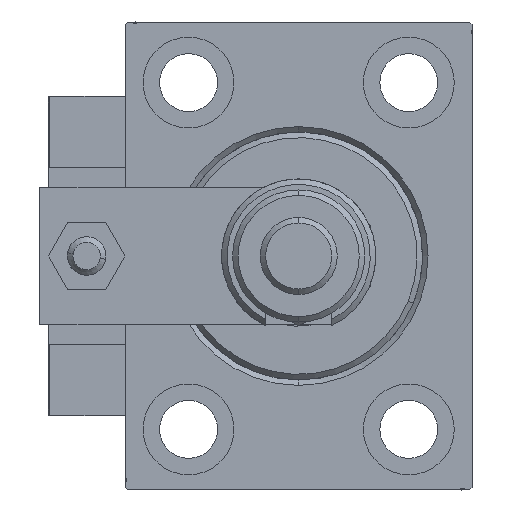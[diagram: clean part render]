
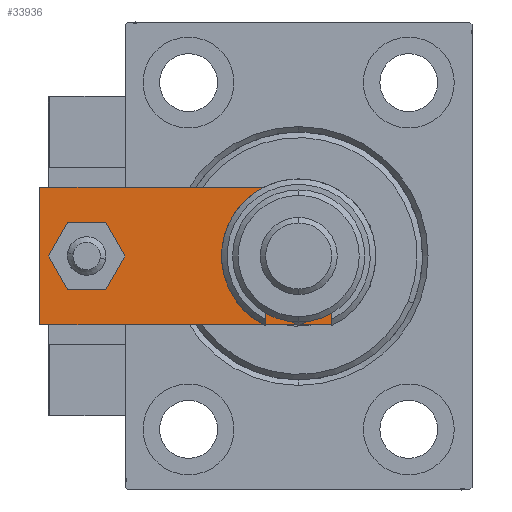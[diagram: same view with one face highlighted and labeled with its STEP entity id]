
A CAD part, left-side view. The second image highlights one B-rep face of the part: STEP entity #33936.
In plain terms, the highlighted face is planar.
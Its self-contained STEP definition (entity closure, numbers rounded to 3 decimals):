
#452 = CARTESIAN_POINT ( 'NONE',  ( 12.5, 60., 6. ) ) ;
#996 = VECTOR ( 'NONE', #32320, 1000. ) ;
#1463 = CIRCLE ( 'NONE', #2335, 4. ) ;
#1708 = VERTEX_POINT ( 'NONE', #36145 ) ;
#2335 = AXIS2_PLACEMENT_3D ( 'NONE', #3684, #4221, #41862 ) ;
#3590 = LINE ( 'NONE', #7655, #996 ) ;
#3684 = CARTESIAN_POINT ( 'NONE',  ( 0., 51.5, 6. ) ) ;
#3936 = ORIENTED_EDGE ( 'NONE', *, *, #43206, .T. ) ;
#3983 = CARTESIAN_POINT ( 'NONE',  ( 2.75, -2.75, 6. ) ) ;
#4075 = EDGE_CURVE ( 'NONE', #28098, #26391, #22380, .T. ) ;
#4129 = CARTESIAN_POINT ( 'NONE',  ( -5.5, 0., 6. ) ) ;
#4221 = DIRECTION ( 'NONE',  ( 0., 0., 1. ) ) ;
#5484 = ORIENTED_EDGE ( 'NONE', *, *, #4075, .T. ) ;
#6178 = ORIENTED_EDGE ( 'NONE', *, *, #26598, .F. ) ;
#7387 = CIRCLE ( 'NONE', #8251, 8.25 ) ;
#7655 = CARTESIAN_POINT ( 'NONE',  ( -2.75, -2.75, 6. ) ) ;
#8251 = AXIS2_PLACEMENT_3D ( 'NONE', #38409, #50847, #46792 ) ;
#8584 = DIRECTION ( 'NONE',  ( -1., 0., 0. ) ) ;
#8849 = DIRECTION ( 'NONE',  ( 1., 0., 0. ) ) ;
#9365 = DIRECTION ( 'NONE',  ( 1., 0., 0. ) ) ;
#9624 = CARTESIAN_POINT ( 'NONE',  ( 12.5, 60., 6. ) ) ;
#9649 = VERTEX_POINT ( 'NONE', #12721 ) ;
#11932 = DIRECTION ( 'NONE',  ( 0., -1., 0. ) ) ;
#12721 = CARTESIAN_POINT ( 'NONE',  ( 8.25, 13., 6. ) ) ;
#14053 = VERTEX_POINT ( 'NONE', #43186 ) ;
#15147 = EDGE_CURVE ( 'NONE', #38432, #1708, #1463, .T. ) ;
#15371 = LINE ( 'NONE', #3983, #22466 ) ;
#16191 = FACE_BOUND ( 'NONE', #53236, .T. ) ;
#17243 = AXIS2_PLACEMENT_3D ( 'NONE', #48399, #49192, #52721 ) ;
#17478 = CARTESIAN_POINT ( 'NONE',  ( -8.25, 13., 6. ) ) ;
#17626 = CARTESIAN_POINT ( 'NONE',  ( 12.5, 7., 6. ) ) ;
#18589 = CARTESIAN_POINT ( 'NONE',  ( -12.5, 0., 6. ) ) ;
#19729 = FACE_OUTER_BOUND ( 'NONE', #24264, .T. ) ;
#21242 = CARTESIAN_POINT ( 'NONE',  ( -4., 51.5, 6. ) ) ;
#21909 = VECTOR ( 'NONE', #11932, 1000. ) ;
#22380 = LINE ( 'NONE', #18589, #37512 ) ;
#22466 = VECTOR ( 'NONE', #49199, 1000. ) ;
#22874 = EDGE_CURVE ( 'NONE', #39632, #9649, #7387, .T. ) ;
#23603 = LINE ( 'NONE', #52808, #21909 ) ;
#23992 = AXIS2_PLACEMENT_3D ( 'NONE', #45136, #29446, #8849 ) ;
#24264 = EDGE_LOOP ( 'NONE', ( #3936, #30115, #5484, #40286, #33045, #36637 ) ) ;
#25723 = CARTESIAN_POINT ( 'NONE',  ( 5.5, 0., 6. ) ) ;
#26391 = VERTEX_POINT ( 'NONE', #25723 ) ;
#26426 = EDGE_CURVE ( 'NONE', #28454, #41631, #32166, .T. ) ;
#26598 = EDGE_CURVE ( 'NONE', #9649, #39632, #52500, .T. ) ;
#27837 = FACE_BOUND ( 'NONE', #49345, .T. ) ;
#28098 = VERTEX_POINT ( 'NONE', #4129 ) ;
#28454 = VERTEX_POINT ( 'NONE', #17626 ) ;
#29445 = LINE ( 'NONE', #452, #33652 ) ;
#29446 = DIRECTION ( 'NONE',  ( 0., 0., 1. ) ) ;
#30115 = ORIENTED_EDGE ( 'NONE', *, *, #42723, .T. ) ;
#31098 = CARTESIAN_POINT ( 'NONE',  ( 12.5, 0., 6. ) ) ;
#32166 = LINE ( 'NONE', #31098, #44694 ) ;
#32320 = DIRECTION ( 'NONE',  ( 0.707, -0.707, 0. ) ) ;
#32399 = ORIENTED_EDGE ( 'NONE', *, *, #22874, .F. ) ;
#33045 = ORIENTED_EDGE ( 'NONE', *, *, #26426, .T. ) ;
#33652 = VECTOR ( 'NONE', #8584, 1000. ) ;
#33936 = ADVANCED_FACE ( 'NONE', ( #16191, #19729, #27837 ), #40800, .T. ) ;
#34099 = EDGE_CURVE ( 'NONE', #41631, #48408, #29445, .T. ) ;
#34184 = CARTESIAN_POINT ( 'NONE',  ( -12.5, 60., 6. ) ) ;
#34649 = ORIENTED_EDGE ( 'NONE', *, *, #52057, .F. ) ;
#34965 = EDGE_CURVE ( 'NONE', #26391, #28454, #15371, .T. ) ;
#35039 = ORIENTED_EDGE ( 'NONE', *, *, #15147, .F. ) ;
#36145 = CARTESIAN_POINT ( 'NONE',  ( 4., 51.5, 6. ) ) ;
#36637 = ORIENTED_EDGE ( 'NONE', *, *, #34099, .T. ) ;
#37512 = VECTOR ( 'NONE', #9365, 1000. ) ;
#38191 = DIRECTION ( 'NONE',  ( 0., 0., 1. ) ) ;
#38255 = AXIS2_PLACEMENT_3D ( 'NONE', #49567, #38191, #45778 ) ;
#38409 = CARTESIAN_POINT ( 'NONE',  ( 0., 13., 6. ) ) ;
#38432 = VERTEX_POINT ( 'NONE', #21242 ) ;
#39632 = VERTEX_POINT ( 'NONE', #17478 ) ;
#40286 = ORIENTED_EDGE ( 'NONE', *, *, #34965, .T. ) ;
#40800 = PLANE ( 'NONE',  #17243 ) ;
#41631 = VERTEX_POINT ( 'NONE', #9624 ) ;
#41862 = DIRECTION ( 'NONE',  ( 1., 0., 0. ) ) ;
#42723 = EDGE_CURVE ( 'NONE', #14053, #28098, #3590, .T. ) ;
#43186 = CARTESIAN_POINT ( 'NONE',  ( -12.5, 7., 6. ) ) ;
#43206 = EDGE_CURVE ( 'NONE', #48408, #14053, #23603, .T. ) ;
#44694 = VECTOR ( 'NONE', #48665, 1000. ) ;
#45136 = CARTESIAN_POINT ( 'NONE',  ( 0., 13., 6. ) ) ;
#45778 = DIRECTION ( 'NONE',  ( 1., 0., 0. ) ) ;
#46016 = CIRCLE ( 'NONE', #38255, 4. ) ;
#46792 = DIRECTION ( 'NONE',  ( 1., 0., 0. ) ) ;
#48399 = CARTESIAN_POINT ( 'NONE',  ( 0., 0., 6. ) ) ;
#48408 = VERTEX_POINT ( 'NONE', #34184 ) ;
#48665 = DIRECTION ( 'NONE',  ( 0., 1., 0. ) ) ;
#49192 = DIRECTION ( 'NONE',  ( 0., 0., 1. ) ) ;
#49199 = DIRECTION ( 'NONE',  ( 0.707, 0.707, 0. ) ) ;
#49345 = EDGE_LOOP ( 'NONE', ( #32399, #6178 ) ) ;
#49567 = CARTESIAN_POINT ( 'NONE',  ( 0., 51.5, 6. ) ) ;
#50847 = DIRECTION ( 'NONE',  ( 0., 0., 1. ) ) ;
#52057 = EDGE_CURVE ( 'NONE', #1708, #38432, #46016, .T. ) ;
#52500 = CIRCLE ( 'NONE', #23992, 8.25 ) ;
#52721 = DIRECTION ( 'NONE',  ( 1., 0., 0. ) ) ;
#52808 = CARTESIAN_POINT ( 'NONE',  ( -12.5, 60., 6. ) ) ;
#53236 = EDGE_LOOP ( 'NONE', ( #35039, #34649 ) ) ;
